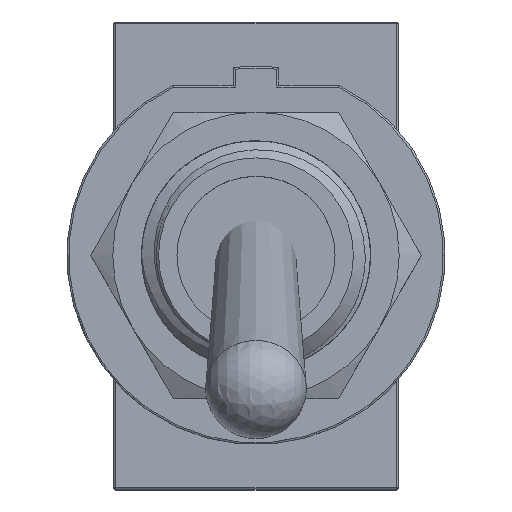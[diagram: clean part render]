
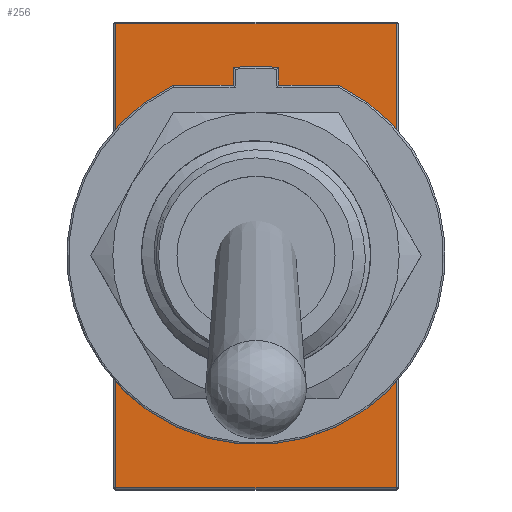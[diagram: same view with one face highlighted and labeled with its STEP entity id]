
A CAD part, top view. The second image highlights one B-rep face of the part: STEP entity #256.
In plain terms, the highlighted planar face has unit normal (0, 0, 1).
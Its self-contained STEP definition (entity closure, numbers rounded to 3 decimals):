
#256=ADVANCED_FACE('',(#9203,#9205),#9207,.T.);
#9203=FACE_BOUND('',#9204,.T.);
#9204=EDGE_LOOP('',(#9955,#9956,#9957,#9958));
#9205=FACE_BOUND('',#9206,.T.);
#9206=EDGE_LOOP('',(#9959));
#9207=PLANE('',#9208);
#9208=AXIS2_PLACEMENT_3D('',#9209,#9210,#9211);
#9209=CARTESIAN_POINT('',(0.,0.,-4.953));
#9210=DIRECTION('',(0.,0.,1.));
#9211=DIRECTION('',(1.,0.,0.));
#9955=ORIENTED_EDGE('',*,*,#10347,.T.);
#9956=ORIENTED_EDGE('',*,*,#10348,.T.);
#9957=ORIENTED_EDGE('',*,*,#10349,.T.);
#9958=ORIENTED_EDGE('',*,*,#10350,.T.);
#9959=ORIENTED_EDGE('',*,*,#10324,.T.);
#10324=EDGE_CURVE('',#10779,#10779,#10780,.T.);
#10347=EDGE_CURVE('',#10822,#10823,#10824,.T.);
#10348=EDGE_CURVE('',#10823,#10825,#10826,.T.);
#10349=EDGE_CURVE('',#10825,#10827,#10828,.T.);
#10350=EDGE_CURVE('',#10827,#10822,#10829,.T.);
#10779=VERTEX_POINT('',#15687);
#10780=CIRCLE('',#15688,3.83);
#10822=VERTEX_POINT('',#15784);
#10823=VERTEX_POINT('',#15785);
#10824=LINE('',#15786,#15787);
#10825=VERTEX_POINT('',#15789);
#10826=LINE('',#15790,#15791);
#10827=VERTEX_POINT('',#15793);
#10828=LINE('',#15794,#15795);
#10829=LINE('',#15797,#15798);
#15687=CARTESIAN_POINT('',(-3.83,0.,-4.953));
#15688=AXIS2_PLACEMENT_3D('',#15689,#15690,#15691);
#15689=CARTESIAN_POINT('',(0.,0.,-4.953));
#15690=DIRECTION('',(0.,0.,-1.));
#15691=DIRECTION('',(-1.,0.,0.));
#15784=CARTESIAN_POINT('',(-3.886,6.426,-4.953));
#15785=CARTESIAN_POINT('',(-3.886,-6.426,-4.953));
#15786=CARTESIAN_POINT('',(-3.886,6.426,-4.953));
#15787=VECTOR('',#15788,1.);
#15788=DIRECTION('',(0.,-1.,0.));
#15789=CARTESIAN_POINT('',(3.886,-6.426,-4.953));
#15790=CARTESIAN_POINT('',(-3.886,-6.426,-4.953));
#15791=VECTOR('',#15792,1.);
#15792=DIRECTION('',(1.,0.,0.));
#15793=CARTESIAN_POINT('',(3.886,6.426,-4.953));
#15794=CARTESIAN_POINT('',(3.886,-6.426,-4.953));
#15795=VECTOR('',#15796,1.);
#15796=DIRECTION('',(0.,1.,0.));
#15797=CARTESIAN_POINT('',(3.886,6.426,-4.953));
#15798=VECTOR('',#15799,1.);
#15799=DIRECTION('',(-1.,0.,0.));
